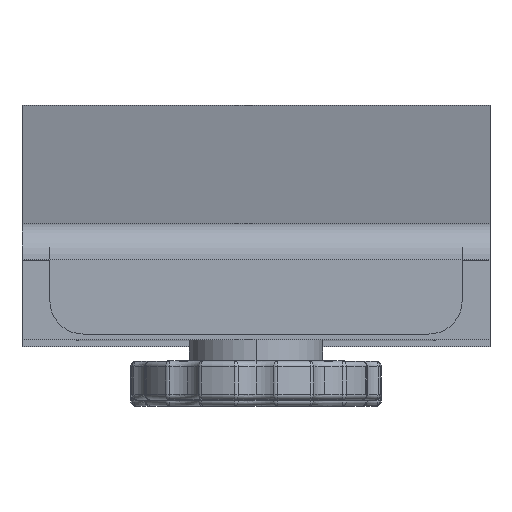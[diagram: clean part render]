
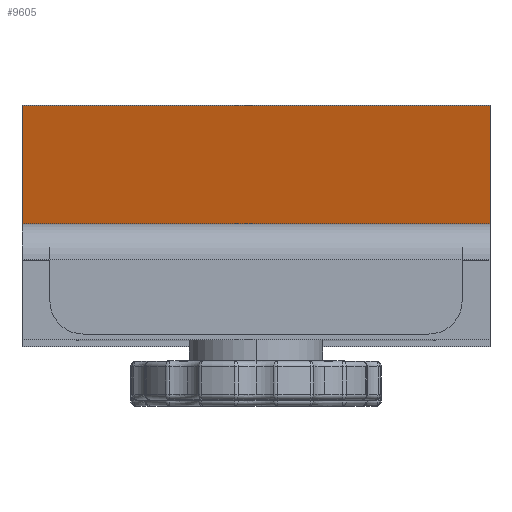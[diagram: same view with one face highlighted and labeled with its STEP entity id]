
A CAD part, top view. The second image highlights one B-rep face of the part: STEP entity #9605.
In plain terms, the highlighted planar face has unit normal (0, 0.997, 0.081).
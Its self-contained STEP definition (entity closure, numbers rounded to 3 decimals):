
#94 = VERTEX_POINT ( 'NONE', #6360 ) ;
#391 = VERTEX_POINT ( 'NONE', #873 ) ;
#508 = ORIENTED_EDGE ( 'NONE', *, *, #1400, .T. ) ;
#873 = CARTESIAN_POINT ( 'NONE',  ( -42., 38.479, 80.362 ) ) ;
#960 = CARTESIAN_POINT ( 'NONE',  ( 0., 44.931, 0.52 ) ) ;
#1400 = EDGE_CURVE ( 'NONE', #7888, #94, #8390, .T. ) ;
#1900 = DIRECTION ( 'NONE',  ( 0., -0.081, 0.997 ) ) ;
#2251 = VECTOR ( 'NONE', #1900, 1000. ) ;
#2494 = VECTOR ( 'NONE', #9020, 1000. ) ;
#2511 = PLANE ( 'NONE',  #8352 ) ;
#2794 = CARTESIAN_POINT ( 'NONE',  ( 0., 38.479, 80.362 ) ) ;
#2854 = CARTESIAN_POINT ( 'NONE',  ( -42., 16.768, 349.035 ) ) ;
#2874 = CARTESIAN_POINT ( 'NONE',  ( 42., 38.492, 80.201 ) ) ;
#3187 = ORIENTED_EDGE ( 'NONE', *, *, #4585, .T. ) ;
#4315 = LINE ( 'NONE', #6525, #2251 ) ;
#4585 = EDGE_CURVE ( 'NONE', #7338, #7888, #5650, .T. ) ;
#4850 = DIRECTION ( 'NONE',  ( 0., 0.081, -0.997 ) ) ;
#5416 = EDGE_CURVE ( 'NONE', #391, #7338, #4315, .T. ) ;
#5573 = DIRECTION ( 'NONE',  ( 1., 0., 0. ) ) ;
#5650 = LINE ( 'NONE', #8626, #7205 ) ;
#6252 = EDGE_CURVE ( 'NONE', #391, #94, #6984, .T. ) ;
#6360 = CARTESIAN_POINT ( 'NONE',  ( 42., 38.479, 80.362 ) ) ;
#6500 = CARTESIAN_POINT ( 'NONE',  ( 42., 16.768, 349.035 ) ) ;
#6525 = CARTESIAN_POINT ( 'NONE',  ( -42., 16.47, 352.713 ) ) ;
#6743 = VECTOR ( 'NONE', #7391, 1000. ) ;
#6984 = LINE ( 'NONE', #2794, #6743 ) ;
#7205 = VECTOR ( 'NONE', #5573, 1000. ) ;
#7207 = ORIENTED_EDGE ( 'NONE', *, *, #6252, .F. ) ;
#7284 = ORIENTED_EDGE ( 'NONE', *, *, #5416, .T. ) ;
#7338 = VERTEX_POINT ( 'NONE', #2854 ) ;
#7391 = DIRECTION ( 'NONE',  ( 1., 0., 0. ) ) ;
#7421 = FACE_OUTER_BOUND ( 'NONE', #8601, .T. ) ;
#7888 = VERTEX_POINT ( 'NONE', #6500 ) ;
#8352 = AXIS2_PLACEMENT_3D ( 'NONE', #960, #9444, #4850 ) ;
#8390 = LINE ( 'NONE', #2874, #2494 ) ;
#8601 = EDGE_LOOP ( 'NONE', ( #3187, #508, #7207, #7284 ) ) ;
#8626 = CARTESIAN_POINT ( 'NONE',  ( -42., 16.768, 349.035 ) ) ;
#9020 = DIRECTION ( 'NONE',  ( 0., 0.081, -0.997 ) ) ;
#9444 = DIRECTION ( 'NONE',  ( 0., -0.997, -0.081 ) ) ;
#9605 = ADVANCED_FACE ( 'NONE', ( #7421 ), #2511, .F. ) ;
